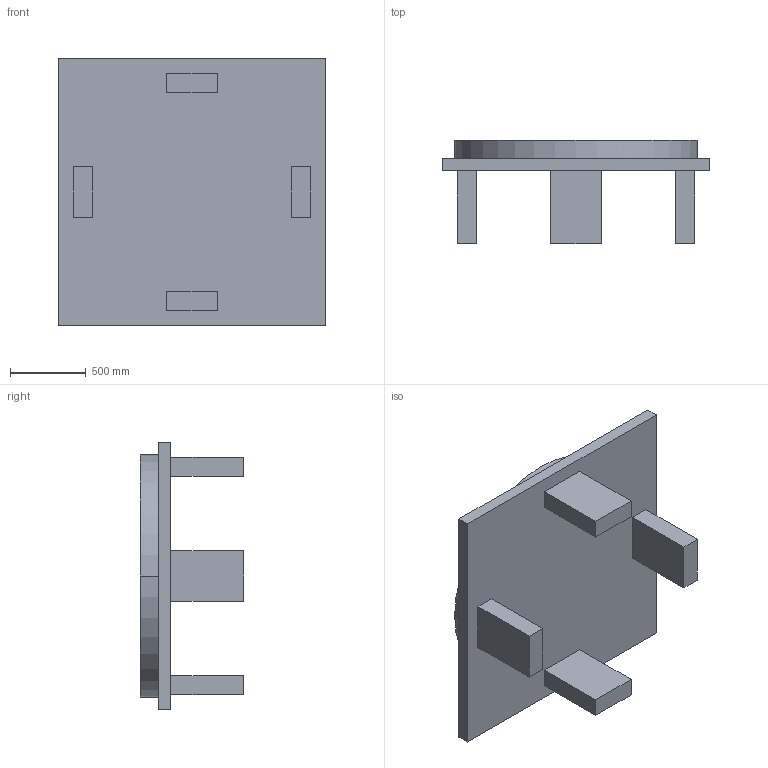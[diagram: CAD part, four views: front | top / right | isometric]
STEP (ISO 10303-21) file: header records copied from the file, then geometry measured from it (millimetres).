
FILE_DESCRIPTION((''),'2;1');
FILE_NAME('TABLEASSEMBLY_ASM','2020-02-15T13:17:45',('satei'),(''),'CREO PARAMETRIC BY PTC INC, 2019224','CREO PARAMETRIC BY PTC INC, 2019224','');
FILE_SCHEMA(('CONFIG_CONTROL_DESIGN'));
Products named in the file (3): TABLEBOTTOM; TABLETOP; TABLEASSEMBLY_ASM
Assembly tree (2 placements, depth 2):
  TABLEASSEMBLY_ASM
    TABLEBOTTOM
    TABLETOP
Bounding box: 1760 x 680 x 1760 mm (x, y, z)
Volume: 559454008.9 mm3; surface area: 13797631.2 mm2
Topology: 2 solids, 2 shells, 53 faces, 114 edges, 76 vertices
Faces by surface type: plane 35, cylinder 18
Entity records: 1538 total; most frequent: DIRECTION 266, CARTESIAN_POINT 248, ORIENTED_EDGE 228, EDGE_CURVE 114, AXIS2_PLACEMENT_3D 94, VECTOR 78, LINE 78, VERTEX_POINT 76
